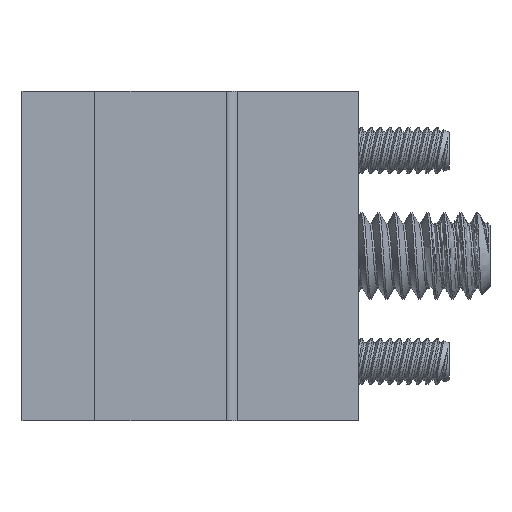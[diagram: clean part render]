
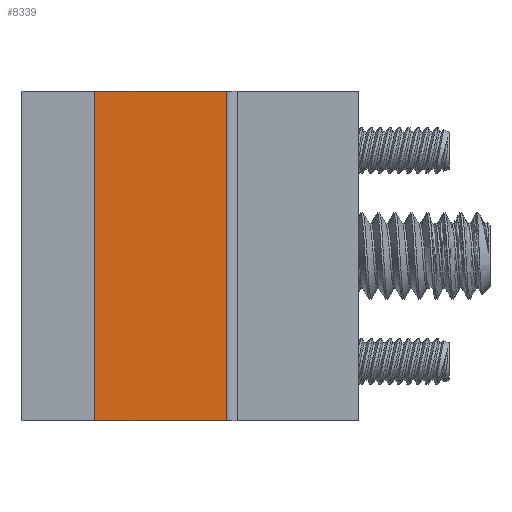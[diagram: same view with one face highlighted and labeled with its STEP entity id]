
A CAD part, left-side view. The second image highlights one B-rep face of the part: STEP entity #8339.
In plain terms, the highlighted planar face has unit normal (-1, 0, 0).
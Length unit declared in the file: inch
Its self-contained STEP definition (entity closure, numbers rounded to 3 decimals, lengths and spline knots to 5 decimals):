
#45 = VERTEX_POINT ( 'NONE', #1435 ) ;
#477 = ORIENTED_EDGE ( 'NONE', *, *, #3015, .T. ) ;
#549 = LINE ( 'NONE', #10165, #6513 ) ;
#822 = CARTESIAN_POINT ( 'NONE',  ( -0.5625, -0.25, -0.3125 ) ) ;
#1424 = EDGE_CURVE ( 'NONE', #12210, #9905, #1759, .T. ) ;
#1433 = PLANE ( 'NONE',  #4114 ) ;
#1435 = CARTESIAN_POINT ( 'NONE',  ( -0.5625, 0., 0.3125 ) ) ;
#1759 = LINE ( 'NONE', #5622, #2655 ) ;
#1764 = EDGE_CURVE ( 'NONE', #45, #6793, #549, .T. ) ;
#2083 = DIRECTION ( 'NONE',  ( 0., 0., -1. ) ) ;
#2384 = DIRECTION ( 'NONE',  ( -1., 0., 0. ) ) ;
#2512 = FACE_OUTER_BOUND ( 'NONE', #5758, .T. ) ;
#2655 = VECTOR ( 'NONE', #6450, 39.37008 ) ;
#3015 = EDGE_CURVE ( 'NONE', #45, #12210, #7851, .T. ) ;
#4114 = AXIS2_PLACEMENT_3D ( 'NONE', #5358, #2384, #10111 ) ;
#4396 = DIRECTION ( 'NONE',  ( 0., -1., 0. ) ) ;
#4998 = VECTOR ( 'NONE', #12278, 39.37008 ) ;
#5358 = CARTESIAN_POINT ( 'NONE',  ( -0.5625, 0., -0.3125 ) ) ;
#5622 = CARTESIAN_POINT ( 'NONE',  ( -0.5625, 0., -0.3125 ) ) ;
#5758 = EDGE_LOOP ( 'NONE', ( #477, #7383, #5904, #10305 ) ) ;
#5904 = ORIENTED_EDGE ( 'NONE', *, *, #12261, .T. ) ;
#5915 = VECTOR ( 'NONE', #2083, 39.37008 ) ;
#6450 = DIRECTION ( 'NONE',  ( 0., -1., 0. ) ) ;
#6513 = VECTOR ( 'NONE', #4396, 39.37008 ) ;
#6532 = LINE ( 'NONE', #8426, #4998 ) ;
#6793 = VERTEX_POINT ( 'NONE', #9075 ) ;
#7383 = ORIENTED_EDGE ( 'NONE', *, *, #1424, .T. ) ;
#7851 = LINE ( 'NONE', #11761, #5915 ) ;
#8339 = ADVANCED_FACE ( 'NONE', ( #2512 ), #1433, .T. ) ;
#8426 = CARTESIAN_POINT ( 'NONE',  ( -0.5625, -0.25, -0.3125 ) ) ;
#9075 = CARTESIAN_POINT ( 'NONE',  ( -0.5625, -0.25, 0.3125 ) ) ;
#9905 = VERTEX_POINT ( 'NONE', #822 ) ;
#10111 = DIRECTION ( 'NONE',  ( 0., -1., 0. ) ) ;
#10165 = CARTESIAN_POINT ( 'NONE',  ( -0.5625, -0.23, 0.3125 ) ) ;
#10305 = ORIENTED_EDGE ( 'NONE', *, *, #1764, .F. ) ;
#11761 = CARTESIAN_POINT ( 'NONE',  ( -0.5625, 0., -0.3125 ) ) ;
#12210 = VERTEX_POINT ( 'NONE', #12220 ) ;
#12220 = CARTESIAN_POINT ( 'NONE',  ( -0.5625, 0., -0.3125 ) ) ;
#12261 = EDGE_CURVE ( 'NONE', #9905, #6793, #6532, .T. ) ;
#12278 = DIRECTION ( 'NONE',  ( 0., 0., 1. ) ) ;
